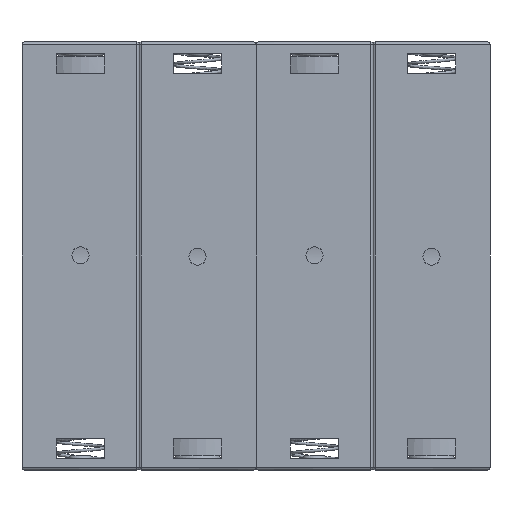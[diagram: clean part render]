
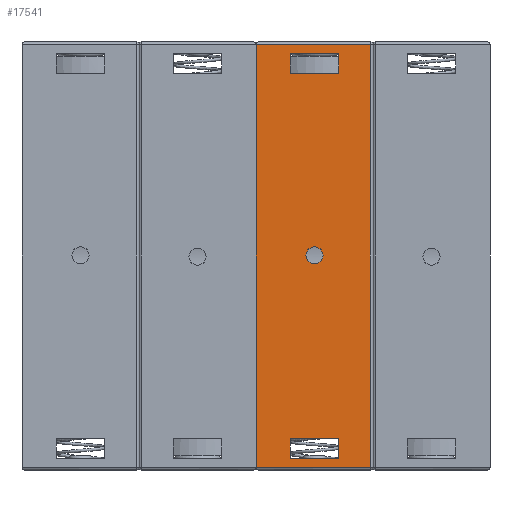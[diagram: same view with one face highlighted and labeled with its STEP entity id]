
A CAD part, front view. The second image highlights one B-rep face of the part: STEP entity #17541.
In plain terms, the highlighted planar face has unit normal (0, -1, 0).
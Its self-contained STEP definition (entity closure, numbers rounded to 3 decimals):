
#1054=FACE_BOUND('',#6203,.T.);
#1055=FACE_BOUND('',#6204,.T.);
#1056=FACE_BOUND('',#6205,.T.);
#1636=LINE('',#30830,#3148);
#1639=LINE('',#30835,#3151);
#1641=LINE('',#30839,#3153);
#1642=LINE('',#30841,#3154);
#1739=LINE('',#31096,#3251);
#1750=LINE('',#31118,#3262);
#1760=LINE('',#31141,#3272);
#1762=LINE('',#31145,#3274);
#1764=LINE('',#31149,#3276);
#1766=LINE('',#31152,#3278);
#1852=LINE('',#31377,#3364);
#1855=LINE('',#31381,#3367);
#3148=VECTOR('',#20465,10.);
#3151=VECTOR('',#20470,10.);
#3153=VECTOR('',#20474,10.);
#3154=VECTOR('',#20477,10.);
#3251=VECTOR('',#20722,10.);
#3262=VECTOR('',#20749,10.);
#3272=VECTOR('',#20767,10.);
#3274=VECTOR('',#20771,10.);
#3276=VECTOR('',#20775,10.);
#3278=VECTOR('',#20779,10.);
#3364=VECTOR('',#21011,10.);
#3367=VECTOR('',#21016,10.);
#4526=PLANE('',#18594);
#5221=FACE_OUTER_BOUND('',#6202,.T.);
#6202=EDGE_LOOP('',(#14304,#14305,#14306,#14307));
#6203=EDGE_LOOP('',(#14308));
#6204=EDGE_LOOP('',(#14309,#14310,#14311,#14312));
#6205=EDGE_LOOP('',(#14313,#14314,#14315,#14316));
#6880=CIRCLE('',#18400,1.5);
#8328=VERTEX_POINT('',#30780);
#8345=VERTEX_POINT('',#30827);
#8346=VERTEX_POINT('',#30829);
#8347=VERTEX_POINT('',#30833);
#8348=VERTEX_POINT('',#30837);
#8422=VERTEX_POINT('',#31062);
#8432=VERTEX_POINT('',#31092);
#8435=VERTEX_POINT('',#31117);
#8443=VERTEX_POINT('',#31138);
#8444=VERTEX_POINT('',#31140);
#8445=VERTEX_POINT('',#31144);
#8446=VERTEX_POINT('',#31148);
#8504=VERTEX_POINT('',#31346);
#10266=EDGE_CURVE('',#8328,#8328,#6880,.T.);
#10290=EDGE_CURVE('',#8346,#8345,#1636,.T.);
#10293=EDGE_CURVE('',#8345,#8347,#1639,.T.);
#10295=EDGE_CURVE('',#8347,#8348,#1641,.T.);
#10296=EDGE_CURVE('',#8348,#8346,#1642,.T.);
#10423=EDGE_CURVE('',#8432,#8422,#1739,.T.);
#10434=EDGE_CURVE('',#8432,#8435,#1750,.T.);
#10446=EDGE_CURVE('',#8444,#8443,#1760,.T.);
#10448=EDGE_CURVE('',#8445,#8444,#1762,.T.);
#10450=EDGE_CURVE('',#8446,#8445,#1764,.T.);
#10452=EDGE_CURVE('',#8443,#8446,#1766,.T.);
#10564=EDGE_CURVE('',#8435,#8504,#1852,.T.);
#10567=EDGE_CURVE('',#8504,#8422,#1855,.T.);
#14304=ORIENTED_EDGE('',*,*,#10434,.F.);
#14305=ORIENTED_EDGE('',*,*,#10423,.T.);
#14306=ORIENTED_EDGE('',*,*,#10567,.F.);
#14307=ORIENTED_EDGE('',*,*,#10564,.F.);
#14308=ORIENTED_EDGE('',*,*,#10266,.T.);
#14309=ORIENTED_EDGE('',*,*,#10290,.T.);
#14310=ORIENTED_EDGE('',*,*,#10293,.T.);
#14311=ORIENTED_EDGE('',*,*,#10295,.T.);
#14312=ORIENTED_EDGE('',*,*,#10296,.T.);
#14313=ORIENTED_EDGE('',*,*,#10446,.T.);
#14314=ORIENTED_EDGE('',*,*,#10452,.T.);
#14315=ORIENTED_EDGE('',*,*,#10450,.T.);
#14316=ORIENTED_EDGE('',*,*,#10448,.T.);
#17541=ADVANCED_FACE('',(#5221,#1054,#1055,#1056),#4526,.T.);
#18400=AXIS2_PLACEMENT_3D('',#30781,#20414,#20415);
#18594=AXIS2_PLACEMENT_3D('',#31401,#21042,#21043);
#20414=DIRECTION('center_axis',(0.,1.,0.));
#20415=DIRECTION('ref_axis',(1.,0.,0.));
#20465=DIRECTION('',(-1.,0.,0.));
#20470=DIRECTION('',(0.,0.,1.));
#20474=DIRECTION('',(1.,0.,0.));
#20477=DIRECTION('',(0.,0.,-1.));
#20722=DIRECTION('',(1.,0.,0.));
#20749=DIRECTION('',(0.,0.,1.));
#20767=DIRECTION('',(1.,0.,0.));
#20771=DIRECTION('',(0.,0.,1.));
#20775=DIRECTION('',(-1.,0.,0.));
#20779=DIRECTION('',(0.,0.,-1.));
#21011=DIRECTION('',(1.,0.,0.));
#21016=DIRECTION('',(0.,0.,-1.));
#21042=DIRECTION('center_axis',(0.,-1.,0.));
#21043=DIRECTION('ref_axis',(-1.,0.,0.));
#30780=CARTESIAN_POINT('',(39.5,-10.,-37.4));
#30781=CARTESIAN_POINT('Origin',(41.,-10.,-37.4));
#30827=CARTESIAN_POINT('',(36.75,-10.,-73.));
#30829=CARTESIAN_POINT('',(45.25,-10.,-73.));
#30830=CARTESIAN_POINT('',(44.,-10.,-73.));
#30833=CARTESIAN_POINT('',(36.75,-10.,-69.5));
#30835=CARTESIAN_POINT('',(36.75,-10.,-34.75));
#30837=CARTESIAN_POINT('',(45.25,-10.,-69.5));
#30839=CARTESIAN_POINT('',(48.25,-10.,-69.5));
#30841=CARTESIAN_POINT('',(45.25,-10.,-36.5));
#31062=CARTESIAN_POINT('',(50.75,-10.,-74.5));
#31092=CARTESIAN_POINT('',(30.75,-10.,-74.5));
#31096=CARTESIAN_POINT('',(46.125,-10.,-74.5));
#31117=CARTESIAN_POINT('',(30.75,-10.,-0.5));
#31118=CARTESIAN_POINT('',(30.75,-10.,-75.));
#31138=CARTESIAN_POINT('',(45.25,-10.,-2.));
#31140=CARTESIAN_POINT('',(36.75,-10.,-2.));
#31141=CARTESIAN_POINT('',(44.,-10.,-2.));
#31144=CARTESIAN_POINT('',(36.75,-10.,-5.5));
#31145=CARTESIAN_POINT('',(36.75,-10.,-2.75));
#31148=CARTESIAN_POINT('',(45.25,-10.,-5.5));
#31149=CARTESIAN_POINT('',(48.25,-10.,-5.5));
#31152=CARTESIAN_POINT('',(45.25,-10.,-1.));
#31346=CARTESIAN_POINT('',(50.75,-10.,-0.5));
#31377=CARTESIAN_POINT('',(46.125,-10.,-0.5));
#31381=CARTESIAN_POINT('',(50.75,-10.,0.));
#31401=CARTESIAN_POINT('Origin',(51.25,-10.,0.));
